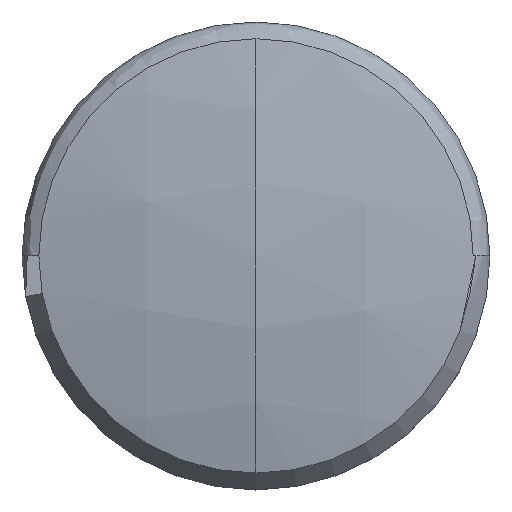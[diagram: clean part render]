
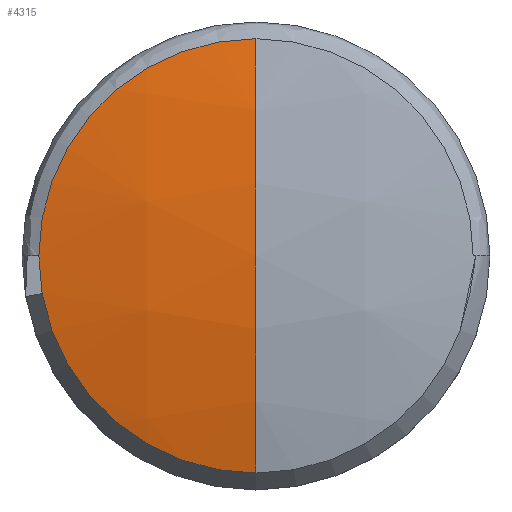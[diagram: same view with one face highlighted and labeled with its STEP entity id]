
A CAD part, top view. The second image highlights one B-rep face of the part: STEP entity #4315.
In plain terms, the highlighted spherical face has radius 135 mm.
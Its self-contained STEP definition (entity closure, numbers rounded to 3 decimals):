
#214 = ORIENTED_EDGE ( 'NONE', *, *, #8248, .T. ) ;
#315 = VERTEX_POINT ( 'NONE', #7562 ) ;
#748 = CARTESIAN_POINT ( 'NONE',  ( 0., 30.17, 50.085 ) ) ;
#1082 = EDGE_CURVE ( 'NONE', #6285, #11327, #8505, .T. ) ;
#1477 = CARTESIAN_POINT ( 'NONE',  ( 0., 0., -81.5 ) ) ;
#1698 = CARTESIAN_POINT ( 'NONE',  ( -30.17, 0., 50.085 ) ) ;
#3285 = DIRECTION ( 'NONE',  ( 0., 1., 0. ) ) ;
#3913 = DIRECTION ( 'NONE',  ( 0., 1., 0. ) ) ;
#4243 = DIRECTION ( 'NONE',  ( 0., -1., 0. ) ) ;
#4315 = ADVANCED_FACE ( 'NONE', ( #12221 ), #13095, .T. ) ;
#4418 = CIRCLE ( 'NONE', #8587, 30.17 ) ;
#5011 = DIRECTION ( 'NONE',  ( 0., 0., -1. ) ) ;
#5070 = ORIENTED_EDGE ( 'NONE', *, *, #15145, .F. ) ;
#5500 = CARTESIAN_POINT ( 'NONE',  ( 0., -30.17, 50.085 ) ) ;
#5692 = DIRECTION ( 'NONE',  ( 0., 0., -1. ) ) ;
#6007 = DIRECTION ( 'NONE',  ( -1., 0., 0. ) ) ;
#6102 = CARTESIAN_POINT ( 'NONE',  ( 0., 0., 50.085 ) ) ;
#6285 = VERTEX_POINT ( 'NONE', #5500 ) ;
#6778 = CARTESIAN_POINT ( 'NONE',  ( 0., 0., 50.085 ) ) ;
#7063 = CIRCLE ( 'NONE', #13304, 135. ) ;
#7090 = EDGE_LOOP ( 'NONE', ( #13502, #214, #5070, #10504 ) ) ;
#7300 = AXIS2_PLACEMENT_3D ( 'NONE', #15132, #13399, #11627 ) ;
#7562 = CARTESIAN_POINT ( 'NONE',  ( 0., 0., 53.5 ) ) ;
#7735 = CARTESIAN_POINT ( 'NONE',  ( 0., 0., -81.5 ) ) ;
#7740 = VERTEX_POINT ( 'NONE', #748 ) ;
#8248 = EDGE_CURVE ( 'NONE', #6285, #315, #7063, .T. ) ;
#8339 = EDGE_CURVE ( 'NONE', #11327, #7740, #4418, .T. ) ;
#8505 = CIRCLE ( 'NONE', #15121, 30.17 ) ;
#8587 = AXIS2_PLACEMENT_3D ( 'NONE', #6102, #5692, #3913 ) ;
#10504 = ORIENTED_EDGE ( 'NONE', *, *, #8339, .F. ) ;
#10787 = CIRCLE ( 'NONE', #7300, 135. ) ;
#11327 = VERTEX_POINT ( 'NONE', #1698 ) ;
#11627 = DIRECTION ( 'NONE',  ( 0., 1., 0. ) ) ;
#11768 = AXIS2_PLACEMENT_3D ( 'NONE', #1477, #16745, #15017 ) ;
#12221 = FACE_OUTER_BOUND ( 'NONE', #7090, .T. ) ;
#13095 = SPHERICAL_SURFACE ( 'NONE', #11768, 135. ) ;
#13304 = AXIS2_PLACEMENT_3D ( 'NONE', #7735, #6007, #4243 ) ;
#13399 = DIRECTION ( 'NONE',  ( 1., 0., 0. ) ) ;
#13502 = ORIENTED_EDGE ( 'NONE', *, *, #1082, .F. ) ;
#15017 = DIRECTION ( 'NONE',  ( 0., 1., 0. ) ) ;
#15121 = AXIS2_PLACEMENT_3D ( 'NONE', #6778, #5011, #3285 ) ;
#15132 = CARTESIAN_POINT ( 'NONE',  ( 0., 0., -81.5 ) ) ;
#15145 = EDGE_CURVE ( 'NONE', #7740, #315, #10787, .T. ) ;
#16745 = DIRECTION ( 'NONE',  ( -1., 0., 0. ) ) ;
